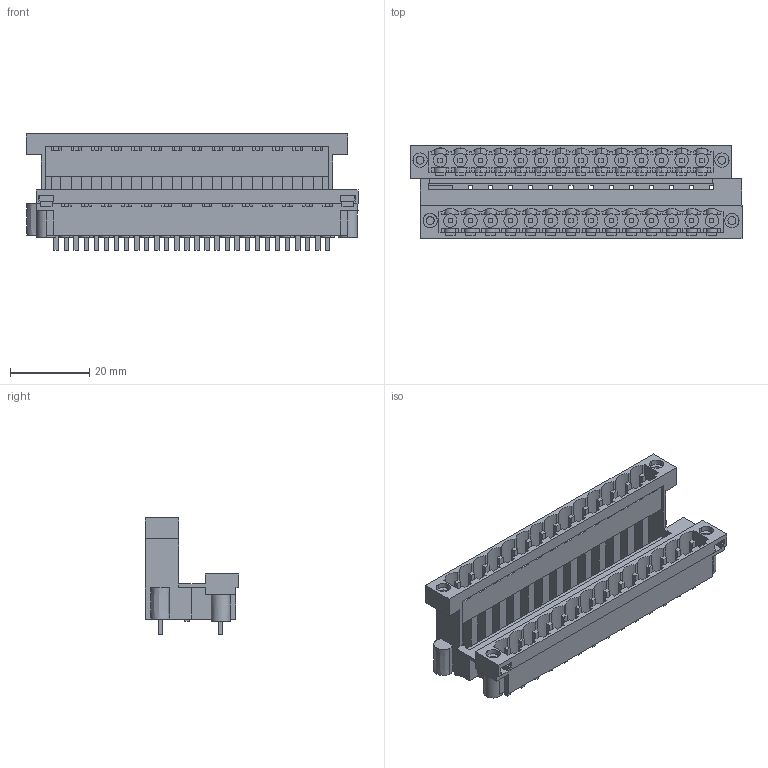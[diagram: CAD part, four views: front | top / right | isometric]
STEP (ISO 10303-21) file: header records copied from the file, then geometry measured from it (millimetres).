
FILE_DESCRIPTION(('CATIA V5 STEP Exchange','CAx-IF Rec.Pracs.--- Model Styling and Organization---1.2---2011-12-15'),'2;1');
FILE_NAME ('D1458664_0_1889200000_1889200000.stp','2018-04-19T13:05:39+00:00',('none'),('Weidmueller'),'CATIA Version 5-6 Release 2014','CATIA V5 STEP AP214','none');
FILE_SCHEMA(('AUTOMOTIVE_DESIGN { 1 0 10303 214 1 1 1 1 }'));
Length unit declared in the file: millimetre
Products named in the file (1): 1889200000
Bounding box: 83.82 x 23.67 x 29.36 mm (x, y, z)
Volume: 12518 mm3; surface area: 22735.1 mm2
Topology: 34 solids, 48 shells, 1327 faces, 4211 edges, 2931 vertices
Faces by surface type: plane 1077, cylinder 246, extrusion 4
Entity records: 44265 total; most frequent: CARTESIAN_POINT 9590, ORIENTED_EDGE 8422, DIRECTION 5263, EDGE_CURVE 4211, VECTOR 3349, LINE 3345, VERTEX_POINT 2931, EDGE_LOOP 1438
